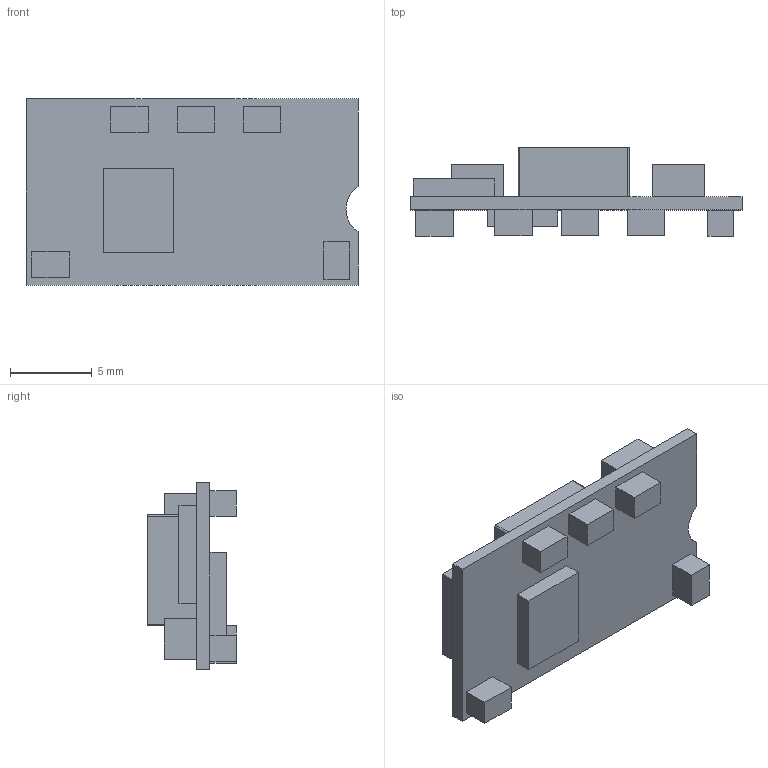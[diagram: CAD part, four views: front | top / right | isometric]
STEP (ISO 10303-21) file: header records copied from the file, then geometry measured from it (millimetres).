
FILE_DESCRIPTION (( 'STEP AP214' ), '1' );
FILE_NAME ('DOS06-05T-V02.STEP', '2017-03-20T02:31:13', ( 'user' ), ( '' ), 'SwSTEP 2.0', 'SolidWorks 2016', '' );
FILE_SCHEMA (( 'AUTOMOTIVE_DESIGN' ));
Length unit declared in the file: millimetre
Products named in the file (1): DOS06-05T-V02
Bounding box: 20.32 x 5.4 x 11.4 mm (x, y, z)
Volume: 455.6 mm3; surface area: 766.2 mm2
Topology: 1 solids, 1 shells, 67 faces, 162 edges, 108 vertices
Faces by surface type: plane 62, cylinder 5
Entity records: 2532 total; most frequent: CARTESIAN_POINT 338, ORIENTED_EDGE 324, DIRECTION 308, EDGE_CURVE 162, VECTOR 152, LINE 152, VERTEX_POINT 108, AXIS2_PLACEMENT_3D 78
